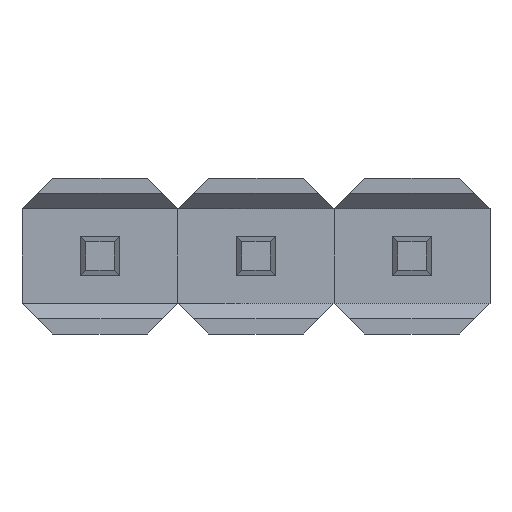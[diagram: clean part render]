
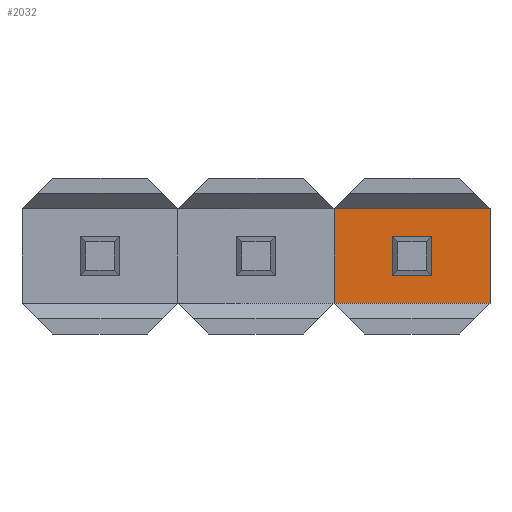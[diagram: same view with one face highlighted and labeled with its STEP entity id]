
A CAD part, front view. The second image highlights one B-rep face of the part: STEP entity #2032.
In plain terms, the highlighted planar face has unit normal (0, -1, 0).
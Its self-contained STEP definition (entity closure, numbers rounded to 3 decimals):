
#1 = CARTESIAN_POINT ( 'NONE',  ( 1.27, 0.254, 0.77 ) ) ;
#358 = VECTOR ( 'NONE', #3321, 1000. ) ;
#478 = CARTESIAN_POINT ( 'NONE',  ( -1.27, 0.254, -0.77 ) ) ;
#493 = VERTEX_POINT ( 'NONE', #3586 ) ;
#581 = ORIENTED_EDGE ( 'NONE', *, *, #2962, .T. ) ;
#616 = VERTEX_POINT ( 'NONE', #1 ) ;
#849 = EDGE_CURVE ( 'NONE', #616, #1494, #3392, .T. ) ;
#935 = VECTOR ( 'NONE', #2134, 1000. ) ;
#970 = CARTESIAN_POINT ( 'NONE',  ( -1.27, 0.254, -0.77 ) ) ;
#1225 = CARTESIAN_POINT ( 'NONE',  ( -1.27, 0.254, 0.77 ) ) ;
#1322 = EDGE_CURVE ( 'NONE', #1494, #3646, #2490, .T. ) ;
#1405 = VECTOR ( 'NONE', #2718, 1000. ) ;
#1494 = VERTEX_POINT ( 'NONE', #2905 ) ;
#1519 = ORIENTED_EDGE ( 'NONE', *, *, #2972, .T. ) ;
#1557 = CARTESIAN_POINT ( 'NONE',  ( 1.27, 0.254, 0.77 ) ) ;
#1689 = DIRECTION ( 'NONE',  ( 0., 0., -1. ) ) ;
#1758 = CARTESIAN_POINT ( 'NONE',  ( -1.27, 0.254, 0.77 ) ) ;
#1949 = ORIENTED_EDGE ( 'NONE', *, *, #1322, .T. ) ;
#2032 = ADVANCED_FACE ( 'NONE', ( #3764 ), #3073, .T. ) ;
#2134 = DIRECTION ( 'NONE',  ( 0., 0., 1. ) ) ;
#2198 = DIRECTION ( 'NONE',  ( 0., -1., 0. ) ) ;
#2324 = LINE ( 'NONE', #970, #358 ) ;
#2479 = CARTESIAN_POINT ( 'NONE',  ( 0., 0.254, 0. ) ) ;
#2490 = LINE ( 'NONE', #1758, #2531 ) ;
#2492 = DIRECTION ( 'NONE',  ( 0., 0., -1. ) ) ;
#2531 = VECTOR ( 'NONE', #1689, 1000. ) ;
#2718 = DIRECTION ( 'NONE',  ( -1., 0., 0. ) ) ;
#2905 = CARTESIAN_POINT ( 'NONE',  ( -1.27, 0.254, 0.77 ) ) ;
#2907 = EDGE_LOOP ( 'NONE', ( #1949, #581, #1519, #3210 ) ) ;
#2962 = EDGE_CURVE ( 'NONE', #3646, #493, #2324, .T. ) ;
#2972 = EDGE_CURVE ( 'NONE', #493, #616, #3591, .T. ) ;
#3073 = PLANE ( 'NONE',  #3074 ) ;
#3074 = AXIS2_PLACEMENT_3D ( 'NONE', #2479, #2198, #2492 ) ;
#3210 = ORIENTED_EDGE ( 'NONE', *, *, #849, .T. ) ;
#3321 = DIRECTION ( 'NONE',  ( 1., 0., 0. ) ) ;
#3392 = LINE ( 'NONE', #1225, #1405 ) ;
#3586 = CARTESIAN_POINT ( 'NONE',  ( 1.27, 0.254, -0.77 ) ) ;
#3591 = LINE ( 'NONE', #1557, #935 ) ;
#3646 = VERTEX_POINT ( 'NONE', #478 ) ;
#3764 = FACE_OUTER_BOUND ( 'NONE', #2907, .T. ) ;
